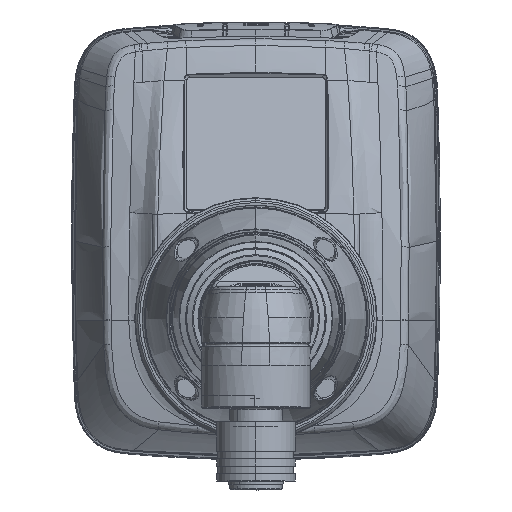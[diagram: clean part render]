
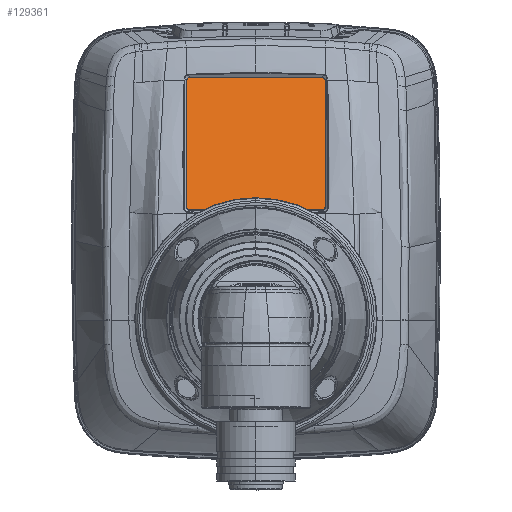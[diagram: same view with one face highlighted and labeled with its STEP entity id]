
A CAD part, top view. The second image highlights one B-rep face of the part: STEP entity #129361.
In plain terms, the highlighted planar face has unit normal (0, 0.292, 0.956).
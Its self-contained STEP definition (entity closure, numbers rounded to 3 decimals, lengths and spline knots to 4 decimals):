
#22381=DIRECTION('',(0.966,-0.248,0.076));
#22382=VECTOR('',#22381,0.0036);
#22383=CARTESIAN_POINT('',(0.5273,1.9297,
-5.6521));
#22384=LINE('',#22383,#22382);
#22385=CARTESIAN_POINT('',(0.5236,1.9033,
-5.644));
#22386=DIRECTION('',(0.,0.292,0.956));
#22387=DIRECTION('',(1.,0.,0.));
#22388=AXIS2_PLACEMENT_3D('',#22385,#22386,#22387);
#22390=DIRECTION('',(0.,-0.956,0.292));
#22391=VECTOR('',#22390,1.0472);
#22392=CARTESIAN_POINT('',(0.5512,1.9033,
-5.644));
#22393=LINE('',#22392,#22391);
#22394=CARTESIAN_POINT('',(0.5236,0.9019,
-5.3378));
#22395=DIRECTION('',(0.,0.292,0.956));
#22396=DIRECTION('',(0.,-0.956,0.292));
#22397=AXIS2_PLACEMENT_3D('',#22394,#22395,#22396);
#22399=DIRECTION('',(-1.,0.,0.));
#22400=VECTOR('',#22399,1.0472);
#22401=CARTESIAN_POINT('',(0.5236,0.8755,
-5.3298));
#22402=LINE('',#22401,#22400);
#22403=CARTESIAN_POINT('',(-0.5236,0.9019,
-5.3378));
#22404=DIRECTION('',(0.,0.292,0.956));
#22405=DIRECTION('',(-1.,0.,0.));
#22406=AXIS2_PLACEMENT_3D('',#22403,#22404,#22405);
#22408=DIRECTION('',(0.,0.956,-0.292));
#22409=VECTOR('',#22408,1.0472);
#22410=CARTESIAN_POINT('',(-0.5512,0.9019,
-5.3378));
#22411=LINE('',#22410,#22409);
#22412=CARTESIAN_POINT('',(-0.5236,1.9033,
-5.644));
#22413=DIRECTION('',(0.,0.292,0.956));
#22414=DIRECTION('',(-0.259,0.924,-0.282));
#22415=AXIS2_PLACEMENT_3D('',#22412,#22413,#22414);
#22417=DIRECTION('',(-0.966,-0.248,0.076));
#22418=VECTOR('',#22417,0.0036);
#22419=CARTESIAN_POINT('',(-0.5273,1.9297,
-5.6521));
#22420=LINE('',#22419,#22418);
#22421=DIRECTION('',(1.,0.,0.));
#22422=VECTOR('',#22421,1.0545);
#22423=CARTESIAN_POINT('',(-0.5273,1.9297,
-5.6521));
#22424=LINE('',#22423,#22422);
#89598=CARTESIAN_POINT('',(0.5236,0.8755,
-5.3298));
#89599=CARTESIAN_POINT('',(0.5512,0.9019,
-5.3378));
#89600=VERTEX_POINT('',#89598);
#89601=VERTEX_POINT('',#89599);
#89602=CARTESIAN_POINT('',(-0.5512,0.9019,
-5.3378));
#89603=CARTESIAN_POINT('',(-0.5236,0.8755,
-5.3298));
#89604=VERTEX_POINT('',#89602);
#89605=VERTEX_POINT('',#89603);
#89606=CARTESIAN_POINT('',(0.5273,1.9297,
-5.6521));
#89607=CARTESIAN_POINT('',(0.5308,1.9288,
-5.6518));
#89608=VERTEX_POINT('',#89606);
#89609=VERTEX_POINT('',#89607);
#89610=CARTESIAN_POINT('',(0.5512,1.9033,
-5.644));
#89611=VERTEX_POINT('',#89610);
#89612=CARTESIAN_POINT('',(-0.5308,1.9288,
-5.6518));
#89613=CARTESIAN_POINT('',(-0.5512,1.9033,
-5.644));
#89614=VERTEX_POINT('',#89612);
#89615=VERTEX_POINT('',#89613);
#89616=CARTESIAN_POINT('',(-0.5273,1.9297,
-5.6521));
#89617=VERTEX_POINT('',#89616);
#129344=CARTESIAN_POINT('',(0.,1.4026,-5.4909));
#129345=DIRECTION('',(0.,0.292,0.956));
#129346=DIRECTION('',(-1.,0.,0.));
#129347=AXIS2_PLACEMENT_3D('',#129344,#129345,#129346);
#129348=PLANE('',#129347);
#129349=ORIENTED_EDGE('',*,*,#129325,.T.);
#129350=ORIENTED_EDGE('',*,*,#129338,.F.);
#129351=ORIENTED_EDGE('',*,*,#129212,.T.);
#129352=ORIENTED_EDGE('',*,*,#129227,.F.);
#129353=ORIENTED_EDGE('',*,*,#129241,.T.);
#129354=ORIENTED_EDGE('',*,*,#129255,.F.);
#129355=ORIENTED_EDGE('',*,*,#129269,.T.);
#129356=ORIENTED_EDGE('',*,*,#129283,.F.);
#129357=ORIENTED_EDGE('',*,*,#129297,.F.);
#129358=ORIENTED_EDGE('',*,*,#129311,.T.);
#129359=EDGE_LOOP('',(#129349,#129350,#129351,#129352,#129353,#129354,#129355,
#129356,#129357,#129358));
#129360=FACE_OUTER_BOUND('',#129359,.F.);
#129361=ADVANCED_FACE('',(#129360),#129348,.T.);
#22389=CIRCLE('',#22388,0.0276);
#22398=CIRCLE('',#22397,0.0276);
#22407=CIRCLE('',#22406,0.0276);
#22416=CIRCLE('',#22415,0.0276);
#129212=EDGE_CURVE('',#89611,#89601,#22393,.T.);
#129227=EDGE_CURVE('',#89600,#89601,#22398,.T.);
#129241=EDGE_CURVE('',#89600,#89605,#22402,.T.);
#129255=EDGE_CURVE('',#89604,#89605,#22407,.T.);
#129269=EDGE_CURVE('',#89604,#89615,#22411,.T.);
#129283=EDGE_CURVE('',#89614,#89615,#22416,.T.);
#129297=EDGE_CURVE('',#89617,#89614,#22420,.T.);
#129311=EDGE_CURVE('',#89617,#89608,#22424,.T.);
#129325=EDGE_CURVE('',#89608,#89609,#22384,.T.);
#129338=EDGE_CURVE('',#89611,#89609,#22389,.T.);
